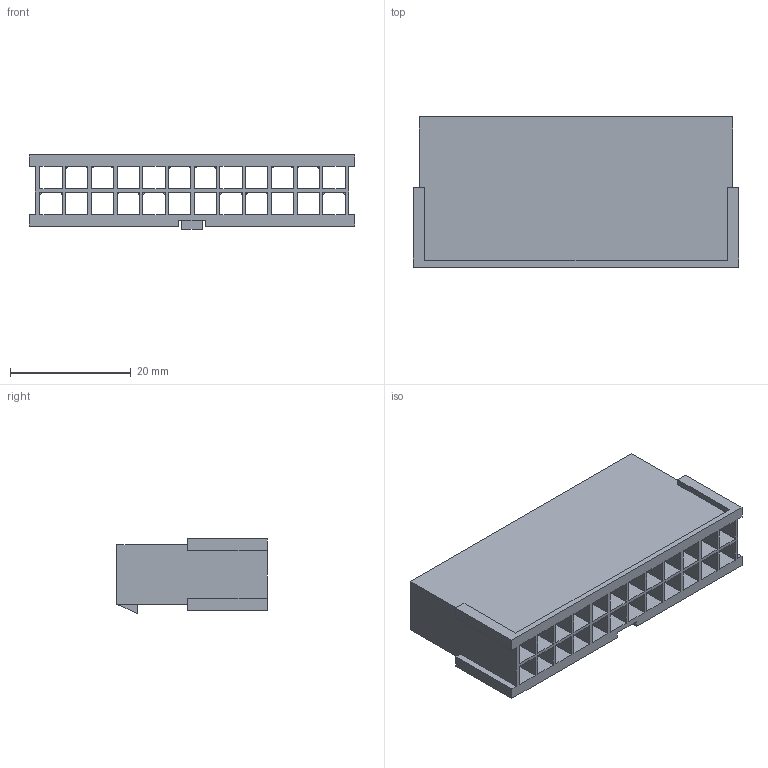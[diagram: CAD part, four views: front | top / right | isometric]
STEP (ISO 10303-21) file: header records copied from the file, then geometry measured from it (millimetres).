
FILE_DESCRIPTION((''),'2;1');
FILE_NAME('PLUG_CPU_POWER_FEMALE_24-PIN','2015-02-28T',('Chris'),(''),'PRO/ENGINEER BY PARAMETRIC TECHNOLOGY CORPORATION, 2014200','PRO/ENGINEER BY PARAMETRIC TECHNOLOGY CORPORATION, 2014200','');
FILE_SCHEMA(('CONFIG_CONTROL_DESIGN'));
Length unit declared in the file: millimetre
Products named in the file (1): PLUG_CPU_POWER_FEMALE_24-PIN
Bounding box: 53.9 x 24.88 x 12.3 mm (x, y, z)
Volume: 4357 mm3; surface area: 12832.2 mm2
Topology: 1 solids, 1 shells, 311 faces, 841 edges, 544 vertices
Faces by surface type: plane 311
Entity records: 9629 total; most frequent: CARTESIAN_POINT 1696, ORIENTED_EDGE 1682, DIRECTION 1463, VECTOR 841, LINE 841, EDGE_CURVE 841, VERTEX_POINT 544, EDGE_LOOP 371
